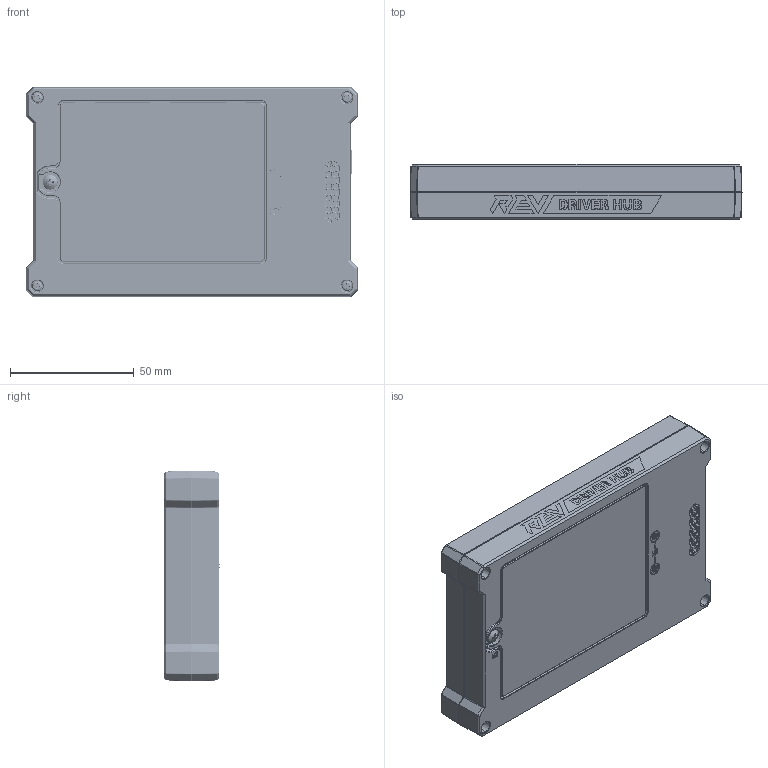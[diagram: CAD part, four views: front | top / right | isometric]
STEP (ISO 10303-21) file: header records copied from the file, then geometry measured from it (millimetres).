
FILE_DESCRIPTION (( 'STEP AP214' ), '1' );
FILE_NAME ('REV-31-1596.STEP', '2021-07-15T21:23:38', ( '' ), ( '' ), 'SwSTEP 2.0', 'SolidWorks 2019', '' );
FILE_SCHEMA (( 'AUTOMOTIVE_DESIGN' ));
Length unit declared in the file: inch
Products named in the file (1): REV-31-1596
Bounding box: 133.99 x 22.26 x 84.99 mm (x, y, z)
Volume: 146381.3 mm3; surface area: 146634.1 mm2
Topology: 31 solids, 31 shells, 4752 faces, 15489 edges, 11126 vertices
Faces by surface type: plane 2562, cylinder 1720, bspline 245, cone 221, torus 4
Entity records: 270708 total; most frequent: CARTESIAN_POINT 82942, ORIENTED_EDGE 30930, DIRECTION 19583, EDGE_CURVE 15465, VERTEX_POINT 11126, VECTOR 7873, LINE 7873, AXIS2_PLACEMENT_3D 5855
